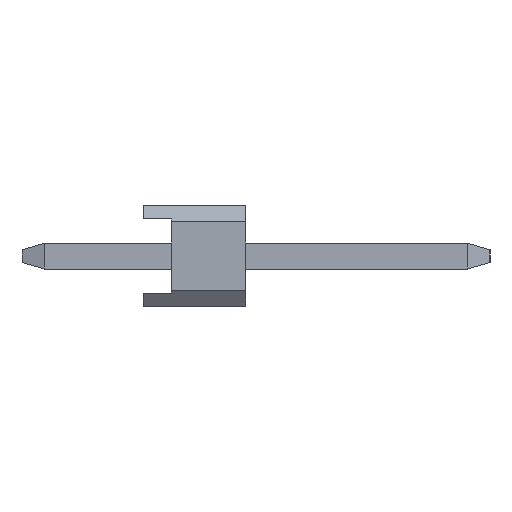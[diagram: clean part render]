
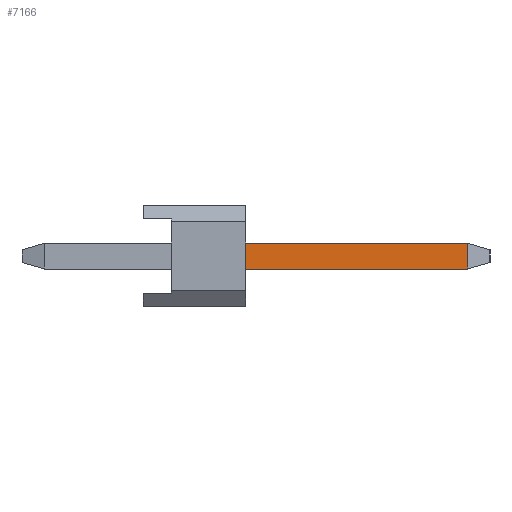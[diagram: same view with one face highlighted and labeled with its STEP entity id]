
A CAD part, left-side view. The second image highlights one B-rep face of the part: STEP entity #7166.
In plain terms, the highlighted planar face has unit normal (-1, 0, 0).
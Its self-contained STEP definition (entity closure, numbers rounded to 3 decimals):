
#6150=EDGE_CURVE('',#10166,#11176,#17038,.T.);
#7166=ADVANCED_FACE('',(#18146),#18147,.T.);
#8190=EDGE_CURVE('',#13032,#9238,#19270,.T.);
#9238=VERTEX_POINT('',#20412);
#10166=VERTEX_POINT('',#21435);
#10220=EDGE_CURVE('',#9238,#10166,#21493,.T.);
#11176=VERTEX_POINT('',#22521);
#13032=VERTEX_POINT('',#24615);
#14398=EDGE_CURVE('',#11176,#13032,#26118,.T.);
#17038=LINE('',#29304,#29305);
#18146=FACE_OUTER_BOUND('',#30899,.T.);
#18147=PLANE('',#30900);
#19270=LINE('',#32524,#32525);
#20412=CARTESIAN_POINT('',(-43.5,-8.054,-0.32));
#21435=CARTESIAN_POINT('',(-43.5,-2.54,-0.32));
#21493=LINE('',#35747,#35748);
#22521=CARTESIAN_POINT('',(-43.5,-2.54,0.32));
#24615=CARTESIAN_POINT('',(-43.5,-8.054,0.32));
#26118=LINE('',#42446,#42447);
#29304=CARTESIAN_POINT('',(-43.5,-2.54,0.252));
#29305=VECTOR('',#46485,1.0);
#30899=EDGE_LOOP('',(#47490,#47491,#47492,#47493));
#30900=AXIS2_PLACEMENT_3D('',#47494,#47495,#47496);
#32524=CARTESIAN_POINT('',(-43.5,-8.054,0.5));
#32525=VECTOR('',#48567,1.0);
#35747=CARTESIAN_POINT('',(-43.5,2.454,-0.32));
#35748=VECTOR('',#50683,1.0);
#42446=CARTESIAN_POINT('',(-43.5,-2.8,0.32));
#42447=VECTOR('',#55530,1.0);
#46485=DIRECTION('',(0.,0.,1.0));
#47490=ORIENTED_EDGE('',*,*,#6150,.F.);
#47491=ORIENTED_EDGE('',*,*,#10220,.F.);
#47492=ORIENTED_EDGE('',*,*,#8190,.F.);
#47493=ORIENTED_EDGE('',*,*,#14398,.F.);
#47494=CARTESIAN_POINT('',(-43.5,2.454,0.5));
#47495=DIRECTION('',(-1.0,0.,0.));
#47496=DIRECTION('',(0.,1.0,0.));
#48567=DIRECTION('',(0.0,0.,-1.0));
#50683=DIRECTION('',(0.,1.0,0.));
#55530=DIRECTION('',(0.,-1.0,0.));
